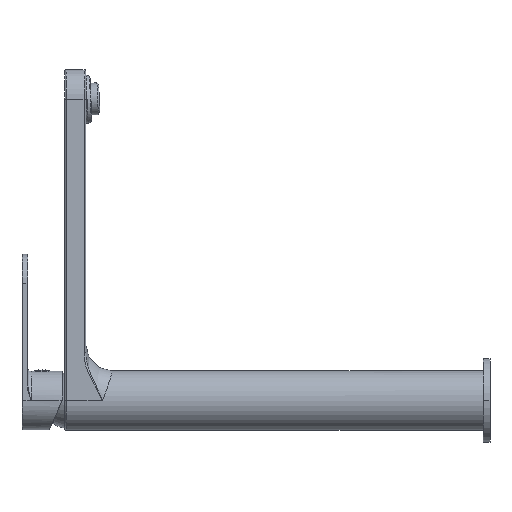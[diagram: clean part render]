
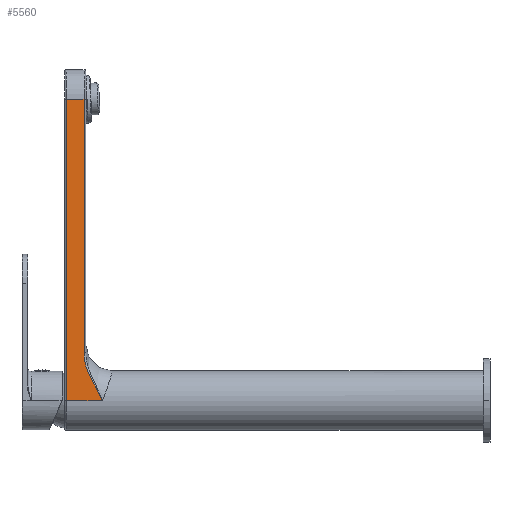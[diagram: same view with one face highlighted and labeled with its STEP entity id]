
A CAD part, left-side view. The second image highlights one B-rep face of the part: STEP entity #5560.
In plain terms, the highlighted planar face has unit normal (-1, 0, 0).
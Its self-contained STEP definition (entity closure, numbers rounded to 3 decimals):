
#1989=DIRECTION('',(0.,0.,1.));
#1990=VECTOR('',#1989,180.);
#1991=CARTESIAN_POINT('',(-17.75,249.,0.));
#1992=LINE('',#1991,#1990);
#1993=DIRECTION('',(0.,0.,-1.));
#1994=VECTOR('',#1993,151.493);
#1995=CARTESIAN_POINT('',(-17.75,238.5,180.));
#1996=LINE('',#1995,#1994);
#1997=CARTESIAN_POINT('',(-17.75,238.5,28.507));
#1998=CARTESIAN_POINT('',(-17.75,238.5,27.997));
#1999=CARTESIAN_POINT('',(-17.75,238.468,26.957));
#2000=CARTESIAN_POINT('',(-17.75,238.319,25.36));
#2001=CARTESIAN_POINT('',(-17.75,238.06,23.679));
#2002=CARTESIAN_POINT('',(-17.75,237.677,21.908));
#2003=CARTESIAN_POINT('',(-17.75,237.15,20.017));
#2004=CARTESIAN_POINT('',(-17.75,236.453,17.979));
#2005=CARTESIAN_POINT('',(-17.75,235.54,15.728));
#2006=CARTESIAN_POINT('',(-17.75,234.342,13.173));
#2007=CARTESIAN_POINT('',(-17.75,232.903,10.435));
#2008=CARTESIAN_POINT('',(-17.75,231.506,7.923));
#2009=CARTESIAN_POINT('',(-17.75,230.278,5.715));
#2010=CARTESIAN_POINT('',(-17.75,229.228,3.746));
#2011=CARTESIAN_POINT('',(-17.75,228.272,1.813));
#2012=CARTESIAN_POINT('',(-17.75,227.74,
0.596));
#2013=CARTESIAN_POINT('',(-17.75,227.5,0.));
#2015=DIRECTION('',(0.,1.,0.));
#2016=VECTOR('',#2015,21.5);
#2017=CARTESIAN_POINT('',(-17.75,227.5,0.));
#2018=LINE('',#2017,#2016);
#2029=DIRECTION('',(0.,-1.,0.));
#2030=VECTOR('',#2029,10.5);
#2031=CARTESIAN_POINT('',(-17.75,249.,180.));
#2032=LINE('',#2031,#2030);
#2842=CARTESIAN_POINT('',(-17.75,249.,180.));
#2844=VERTEX_POINT('',#2842);
#2850=CARTESIAN_POINT('',(-17.75,249.,0.));
#2851=VERTEX_POINT('',#2850);
#2852=VERTEX_POINT('',#1997);
#2853=VERTEX_POINT('',#2013);
#2857=CARTESIAN_POINT('',(-17.75,238.5,180.));
#2858=VERTEX_POINT('',#2857);
#5545=CARTESIAN_POINT('',(-17.75,250.,0.));
#5546=DIRECTION('',(-1.,0.,0.));
#5547=DIRECTION('',(0.,0.,1.));
#5548=AXIS2_PLACEMENT_3D('',#5545,#5546,#5547);
#5549=PLANE('',#5548);
#5550=ORIENTED_EDGE('',*,*,#5460,.T.);
#5552=ORIENTED_EDGE('',*,*,#5551,.T.);
#5554=ORIENTED_EDGE('',*,*,#5553,.T.);
#5556=ORIENTED_EDGE('',*,*,#5555,.T.);
#5557=ORIENTED_EDGE('',*,*,#5534,.T.);
#5558=EDGE_LOOP('',(#5550,#5552,#5554,#5556,#5557));
#5559=FACE_OUTER_BOUND('',#5558,.F.);
#5560=ADVANCED_FACE('',(#5559),#5549,.T.);
#2014=B_SPLINE_CURVE_WITH_KNOTS('',3,(#1997,#1998,#1999,#2000,#2001,#2002,#2003,
#2004,#2005,#2006,#2007,#2008,#2009,#2010,#2011,#2012,#2013),.UNSPECIFIED.,.F.,
.F.,(4,1,1,1,1,1,1,1,1,1,1,1,1,1,4),(0.,0.071,0.143,
0.214,0.286,0.357,0.429,0.5,
0.571,0.643,0.714,0.786,
0.857,0.929,1.),.UNSPECIFIED.);
#5460=EDGE_CURVE('',#2851,#2844,#1992,.T.);
#5534=EDGE_CURVE('',#2853,#2851,#2018,.T.);
#5551=EDGE_CURVE('',#2844,#2858,#2032,.T.);
#5553=EDGE_CURVE('',#2858,#2852,#1996,.T.);
#5555=EDGE_CURVE('',#2852,#2853,#2014,.T.);
